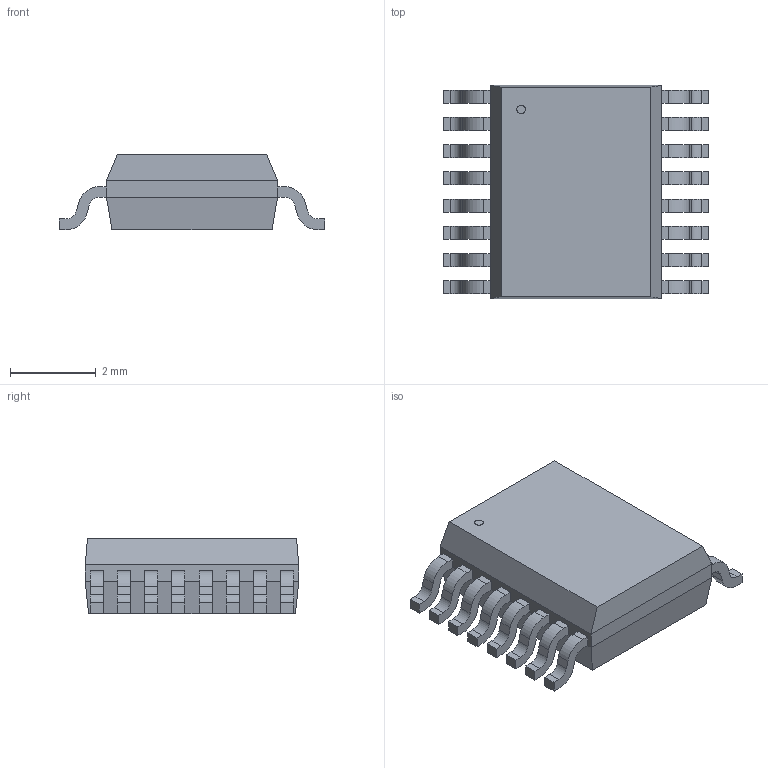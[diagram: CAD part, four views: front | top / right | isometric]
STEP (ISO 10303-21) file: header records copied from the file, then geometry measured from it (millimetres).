
FILE_DESCRIPTION(('STEP AP214'),'1');
FILE_NAME('21-0055H_16','2019-08-07T12:37:18',(''),(''),'','','');
FILE_SCHEMA(('AUTOMOTIVE_DESIGN'));
Length unit declared in the file: millimetre
Products named in the file (1): product
Bounding box: 6.2 x 4.98 x 1.75 mm (x, y, z)
Volume: 0 mm3; surface area: 95.8 mm2
Topology: 1 solids, 239 shells, 241 faces, 1211 edges, 1210 vertices
Faces by surface type: plane 176, cylinder 65
Full cylindrical faces by diameter (mm): 0.199 x1
Entity records: 13382 total; most frequent: CARTESIAN_POINT 2663, VERTEX_POINT 2418, DIRECTION 1954, ORIENTED_EDGE 1212, EDGE_CURVE 1210, LINE 952, VECTOR 952, AXIS2_PLACEMENT_3D 501
